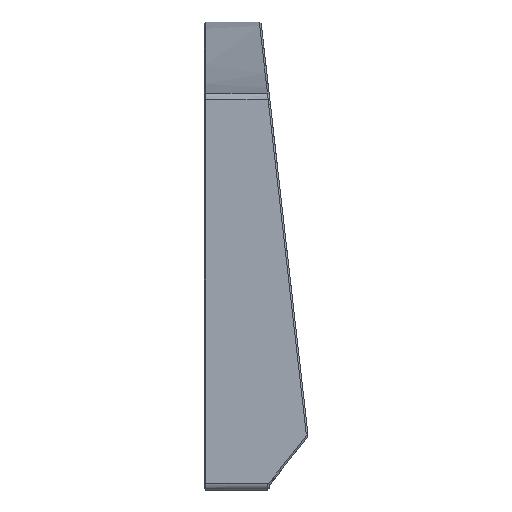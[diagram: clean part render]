
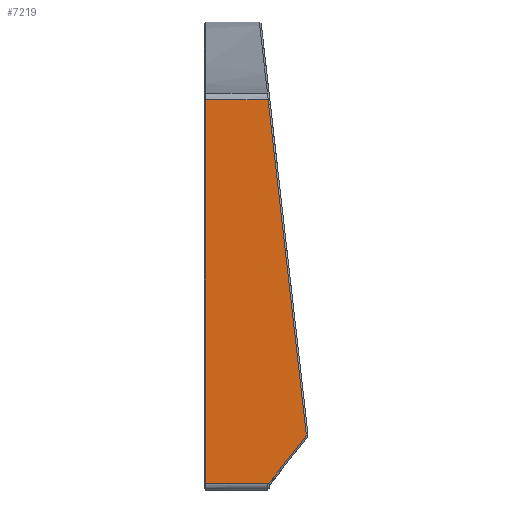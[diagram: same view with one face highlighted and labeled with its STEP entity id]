
A CAD part, left-side view. The second image highlights one B-rep face of the part: STEP entity #7219.
In plain terms, the highlighted planar face has unit normal (-1, 0, 0).
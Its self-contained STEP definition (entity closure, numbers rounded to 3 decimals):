
#58=B_SPLINE_CURVE_WITH_KNOTS('',3,(#11394,#11395,#11396,#11397,#11398,
#11399,#11400,#11401),.UNSPECIFIED.,.F.,.F.,(4,1,1,1,1,4),(0.,0.058,
0.077,0.097,0.111,0.135),
 .UNSPECIFIED.);
#59=B_SPLINE_CURVE_WITH_KNOTS('',3,(#11424,#11425,#11426,#11427),
 .UNSPECIFIED.,.F.,.F.,(4,4),(-1.571,-1.416),
 .UNSPECIFIED.);
#63=B_SPLINE_CURVE_WITH_KNOTS('',3,(#11514,#11515,#11516,#11517),
 .UNSPECIFIED.,.F.,.F.,(4,4),(-0.006,0.),
 .UNSPECIFIED.);
#75=B_SPLINE_CURVE_WITH_KNOTS('',3,(#11910,#11911,#11912,#11913),
 .UNSPECIFIED.,.F.,.F.,(4,4),(-1.855,-0.028),
 .UNSPECIFIED.);
#164=PLANE('',#7745);
#564=FACE_OUTER_BOUND('',#1003,.T.);
#1003=EDGE_LOOP('',(#5350,#5351,#5352,#5353,#5354,#5355,#5356,#5357));
#1511=LINE('',#11347,#2243);
#1516=LINE('',#11406,#2248);
#1533=LINE('',#11915,#2265);
#1534=LINE('',#11916,#2266);
#2243=VECTOR('',#8757,10.);
#2248=VECTOR('',#8764,10.);
#2265=VECTOR('',#8789,10.);
#2266=VECTOR('',#8790,10.);
#3330=VERTEX_POINT('',#11242);
#3343=VERTEX_POINT('',#11344);
#3344=VERTEX_POINT('',#11346);
#3347=VERTEX_POINT('',#11392);
#3349=VERTEX_POINT('',#11404);
#3350=VERTEX_POINT('',#11472);
#3366=VERTEX_POINT('',#11909);
#3367=VERTEX_POINT('',#11914);
#4079=EDGE_CURVE('',#3343,#3344,#1511,.T.);
#4084=EDGE_CURVE('',#3347,#3343,#58,.T.);
#4086=EDGE_CURVE('',#3349,#3347,#1516,.T.);
#4088=EDGE_CURVE('',#3344,#3330,#59,.T.);
#4094=EDGE_CURVE('',#3350,#3349,#63,.T.);
#4119=EDGE_CURVE('',#3366,#3350,#75,.T.);
#4120=EDGE_CURVE('',#3367,#3366,#1533,.T.);
#4121=EDGE_CURVE('',#3330,#3367,#1534,.T.);
#5350=ORIENTED_EDGE('',*,*,#4088,.F.);
#5351=ORIENTED_EDGE('',*,*,#4079,.F.);
#5352=ORIENTED_EDGE('',*,*,#4084,.F.);
#5353=ORIENTED_EDGE('',*,*,#4086,.F.);
#5354=ORIENTED_EDGE('',*,*,#4094,.F.);
#5355=ORIENTED_EDGE('',*,*,#4119,.F.);
#5356=ORIENTED_EDGE('',*,*,#4120,.F.);
#5357=ORIENTED_EDGE('',*,*,#4121,.F.);
#7219=ADVANCED_FACE('',(#564),#164,.T.);
#7745=AXIS2_PLACEMENT_3D('',#11908,#8787,#8788);
#8757=DIRECTION('',(0.,0.623,-0.783));
#8764=DIRECTION('',(0.,-0.113,-0.994));
#8787=DIRECTION('center_axis',(-1.,0.,0.));
#8788=DIRECTION('ref_axis',(0.,0.,1.));
#8789=DIRECTION('',(0.,0.,1.));
#8790=DIRECTION('',(0.,1.,0.));
#11242=CARTESIAN_POINT('',(-6.151,-5.382,-1.159));
#11344=CARTESIAN_POINT('',(-6.151,-15.997,12.188));
#11346=CARTESIAN_POINT('',(-6.151,-5.629,-0.847));
#11347=CARTESIAN_POINT('',(-6.151,-3.466,-3.566));
#11392=CARTESIAN_POINT('',(-6.151,-16.314,13.291));
#11394=CARTESIAN_POINT('Ctrl Pts',(-6.151,-16.314,
13.291));
#11395=CARTESIAN_POINT('Ctrl Pts',(-6.151,-16.336,13.1));
#11396=CARTESIAN_POINT('Ctrl Pts',(-6.151,-16.357,
12.896));
#11397=CARTESIAN_POINT('Ctrl Pts',(-6.151,-16.276,
12.614));
#11398=CARTESIAN_POINT('Ctrl Pts',(-6.151,-16.211,
12.483));
#11399=CARTESIAN_POINT('Ctrl Pts',(-6.151,-16.122,12.345));
#11400=CARTESIAN_POINT('Ctrl Pts',(-6.151,-16.048,
12.251));
#11401=CARTESIAN_POINT('Ctrl Pts',(-6.151,-15.997,
12.188));
#11404=CARTESIAN_POINT('',(-6.151,-5.182,110.992));
#11406=CARTESIAN_POINT('',(-6.151,-17.171,5.768));
#11424=CARTESIAN_POINT('Ctrl Pts',(-6.151,-5.629,
-0.847));
#11425=CARTESIAN_POINT('Ctrl Pts',(-6.151,-5.547,
-0.951));
#11426=CARTESIAN_POINT('Ctrl Pts',(-6.151,-5.464,
-1.054));
#11427=CARTESIAN_POINT('Ctrl Pts',(-6.151,-5.382,
-1.159));
#11472=CARTESIAN_POINT('',(-6.151,-5.176,111.048));
#11514=CARTESIAN_POINT('Ctrl Pts',(-6.151,-5.176,
111.048));
#11515=CARTESIAN_POINT('Ctrl Pts',(-6.151,-5.178,111.03));
#11516=CARTESIAN_POINT('Ctrl Pts',(-6.151,-5.18,
111.011));
#11517=CARTESIAN_POINT('Ctrl Pts',(-6.151,-5.182,110.992));
#11908=CARTESIAN_POINT('Origin',(-6.151,1.6,-3.159));
#11909=CARTESIAN_POINT('',(-6.151,13.1,111.048));
#11910=CARTESIAN_POINT('Ctrl Pts',(-6.151,13.1,111.048));
#11911=CARTESIAN_POINT('Ctrl Pts',(-6.151,7.008,111.048));
#11912=CARTESIAN_POINT('Ctrl Pts',(-6.151,0.916,111.048));
#11913=CARTESIAN_POINT('Ctrl Pts',(-6.151,-5.176,
111.048));
#11914=CARTESIAN_POINT('',(-6.151,13.1,-1.159));
#11915=CARTESIAN_POINT('',(-6.151,13.1,34.248));
#11916=CARTESIAN_POINT('',(-6.151,1.6,-1.159));
